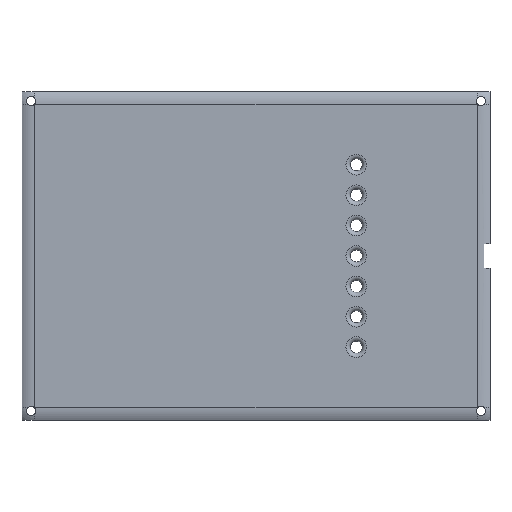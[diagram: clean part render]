
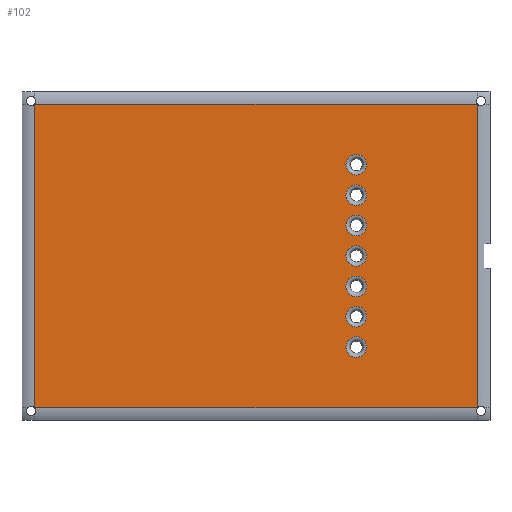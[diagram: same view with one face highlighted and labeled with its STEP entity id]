
A CAD part, top view. The second image highlights one B-rep face of the part: STEP entity #102.
In plain terms, the highlighted planar face has unit normal (0, 0, 1).
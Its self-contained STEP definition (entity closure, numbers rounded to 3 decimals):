
#102=ADVANCED_FACE('',(#414,#416,#418,#420,#422,#424,#426,#428),#430,.T.);
#414=FACE_BOUND('',#415,.T.);
#415=EDGE_LOOP('',(#733,#734,#735,#736,#737,#738,#739,#740));
#416=FACE_BOUND('',#417,.T.);
#417=EDGE_LOOP('',(#741));
#418=FACE_BOUND('',#419,.T.);
#419=EDGE_LOOP('',(#742));
#420=FACE_BOUND('',#421,.T.);
#421=EDGE_LOOP('',(#743));
#422=FACE_BOUND('',#423,.T.);
#423=EDGE_LOOP('',(#744));
#424=FACE_BOUND('',#425,.T.);
#425=EDGE_LOOP('',(#745));
#426=FACE_BOUND('',#427,.T.);
#427=EDGE_LOOP('',(#746));
#428=FACE_BOUND('',#429,.T.);
#429=EDGE_LOOP('',(#747));
#430=PLANE('',#431);
#431=AXIS2_PLACEMENT_3D('',#432,#433,#434);
#432=CARTESIAN_POINT('',(0.,0.,28.5));
#433=DIRECTION('',(0.,0.,1.));
#434=DIRECTION('',(1.,0.,0.));
#733=ORIENTED_EDGE('',*,*,#906,.T.);
#734=ORIENTED_EDGE('',*,*,#900,.T.);
#735=ORIENTED_EDGE('',*,*,#907,.T.);
#736=ORIENTED_EDGE('',*,*,#889,.T.);
#737=ORIENTED_EDGE('',*,*,#908,.T.);
#738=ORIENTED_EDGE('',*,*,#895,.T.);
#739=ORIENTED_EDGE('',*,*,#909,.T.);
#740=ORIENTED_EDGE('',*,*,#910,.T.);
#741=ORIENTED_EDGE('',*,*,#911,.T.);
#742=ORIENTED_EDGE('',*,*,#912,.T.);
#743=ORIENTED_EDGE('',*,*,#913,.T.);
#744=ORIENTED_EDGE('',*,*,#914,.T.);
#745=ORIENTED_EDGE('',*,*,#915,.T.);
#746=ORIENTED_EDGE('',*,*,#916,.T.);
#747=ORIENTED_EDGE('',*,*,#917,.T.);
#889=EDGE_CURVE('',#987,#990,#992,.T.);
#895=EDGE_CURVE('',#993,#1001,#1003,.T.);
#900=EDGE_CURVE('',#1012,#1010,#1013,.T.);
#906=EDGE_CURVE('',#1022,#1012,#1023,.F.);
#907=EDGE_CURVE('',#1010,#987,#1024,.F.);
#908=EDGE_CURVE('',#990,#993,#1025,.F.);
#909=EDGE_CURVE('',#1001,#1026,#1027,.F.);
#910=EDGE_CURVE('',#1026,#1022,#1028,.T.);
#911=EDGE_CURVE('',#1029,#1029,#1030,.F.);
#912=EDGE_CURVE('',#1031,#1031,#1032,.F.);
#913=EDGE_CURVE('',#1033,#1033,#1034,.F.);
#914=EDGE_CURVE('',#1035,#1035,#1036,.F.);
#915=EDGE_CURVE('',#1037,#1037,#1038,.F.);
#916=EDGE_CURVE('',#1039,#1039,#1040,.F.);
#917=EDGE_CURVE('',#1041,#1041,#1042,.F.);
#987=VERTEX_POINT('',#1220);
#990=VERTEX_POINT('',#1246);
#992=LINE('',#1269,#1270);
#993=VERTEX_POINT('',#1272);
#1001=VERTEX_POINT('',#1334);
#1003=LINE('',#1360,#1361);
#1010=VERTEX_POINT('',#1400);
#1012=VERTEX_POINT('',#1423);
#1013=LINE('',#1424,#1425);
#1022=VERTEX_POINT('',#1478);
#1023=CIRCLE('',#1479,0.75);
#1024=CIRCLE('',#1483,0.75);
#1025=CIRCLE('',#1487,0.75);
#1026=VERTEX_POINT('',#1491);
#1027=CIRCLE('',#1492,0.75);
#1028=LINE('',#1496,#1497);
#1029=VERTEX_POINT('',#1499);
#1030=CIRCLE('',#1500,1.7);
#1031=VERTEX_POINT('',#1504);
#1032=CIRCLE('',#1505,1.7);
#1033=VERTEX_POINT('',#1509);
#1034=CIRCLE('',#1510,1.7);
#1035=VERTEX_POINT('',#1514);
#1036=CIRCLE('',#1515,1.7);
#1037=VERTEX_POINT('',#1519);
#1038=CIRCLE('',#1520,1.7);
#1039=VERTEX_POINT('',#1524);
#1040=CIRCLE('',#1525,1.7);
#1041=VERTEX_POINT('',#1529);
#1042=CIRCLE('',#1530,1.7);
#1220=CARTESIAN_POINT('',(-29.,24.941,28.5));
#1246=CARTESIAN_POINT('',(-29.,-24.941,28.5));
#1269=CARTESIAN_POINT('',(-29.,24.941,28.5));
#1270=VECTOR('',#1271,1.);
#1271=DIRECTION('',(0.,-1.,0.));
#1272=CARTESIAN_POINT('',(-28.941,-25.,28.5));
#1334=CARTESIAN_POINT('',(43.941,-25.,28.5));
#1360=CARTESIAN_POINT('',(-28.941,-25.,28.5));
#1361=VECTOR('',#1362,1.);
#1362=DIRECTION('',(1.,0.,0.));
#1400=CARTESIAN_POINT('',(-28.941,25.,28.5));
#1423=CARTESIAN_POINT('',(43.941,25.,28.5));
#1424=CARTESIAN_POINT('',(43.941,25.,28.5));
#1425=VECTOR('',#1426,1.);
#1426=DIRECTION('',(-1.,0.,0.));
#1478=CARTESIAN_POINT('',(44.,24.941,28.5));
#1479=AXIS2_PLACEMENT_3D('',#1480,#1481,#1482);
#1480=CARTESIAN_POINT('',(44.5,25.5,28.5));
#1481=DIRECTION('',(0.,0.,1.));
#1482=DIRECTION('',(-0.745,-0.667,0.));
#1483=AXIS2_PLACEMENT_3D('',#1484,#1485,#1486);
#1484=CARTESIAN_POINT('',(-29.5,25.5,28.5));
#1485=DIRECTION('',(0.,0.,1.));
#1486=DIRECTION('',(0.667,-0.745,0.));
#1487=AXIS2_PLACEMENT_3D('',#1488,#1489,#1490);
#1488=CARTESIAN_POINT('',(-29.5,-25.5,28.5));
#1489=DIRECTION('',(0.,0.,1.));
#1490=DIRECTION('',(0.745,0.667,0.));
#1491=CARTESIAN_POINT('',(44.,-24.941,28.5));
#1492=AXIS2_PLACEMENT_3D('',#1493,#1494,#1495);
#1493=CARTESIAN_POINT('',(44.5,-25.5,28.5));
#1494=DIRECTION('',(0.,0.,1.));
#1495=DIRECTION('',(-0.667,0.745,0.));
#1496=CARTESIAN_POINT('',(44.,-24.941,28.5));
#1497=VECTOR('',#1498,1.);
#1498=DIRECTION('',(0.,1.,0.));
#1499=CARTESIAN_POINT('',(24.,6.7,28.5));
#1500=AXIS2_PLACEMENT_3D('',#1501,#1502,#1503);
#1501=CARTESIAN_POINT('',(24.,5.,28.5));
#1502=DIRECTION('',(0.,0.,1.));
#1503=DIRECTION('',(0.,1.,0.));
#1504=CARTESIAN_POINT('',(24.,16.7,28.5));
#1505=AXIS2_PLACEMENT_3D('',#1506,#1507,#1508);
#1506=CARTESIAN_POINT('',(24.,15.,28.5));
#1507=DIRECTION('',(0.,0.,1.));
#1508=DIRECTION('',(0.,1.,0.));
#1509=CARTESIAN_POINT('',(24.,-8.3,28.5));
#1510=AXIS2_PLACEMENT_3D('',#1511,#1512,#1513);
#1511=CARTESIAN_POINT('',(24.,-10.,28.5));
#1512=DIRECTION('',(0.,0.,1.));
#1513=DIRECTION('',(0.,1.,0.));
#1514=CARTESIAN_POINT('',(24.,-13.3,28.5));
#1515=AXIS2_PLACEMENT_3D('',#1516,#1517,#1518);
#1516=CARTESIAN_POINT('',(24.,-15.,28.5));
#1517=DIRECTION('',(0.,0.,1.));
#1518=DIRECTION('',(0.,1.,0.));
#1519=CARTESIAN_POINT('',(24.,-3.3,28.5));
#1520=AXIS2_PLACEMENT_3D('',#1521,#1522,#1523);
#1521=CARTESIAN_POINT('',(24.,-5.,28.5));
#1522=DIRECTION('',(0.,0.,1.));
#1523=DIRECTION('',(0.,1.,0.));
#1524=CARTESIAN_POINT('',(24.,11.7,28.5));
#1525=AXIS2_PLACEMENT_3D('',#1526,#1527,#1528);
#1526=CARTESIAN_POINT('',(24.,10.,28.5));
#1527=DIRECTION('',(0.,0.,1.));
#1528=DIRECTION('',(0.,1.,0.));
#1529=CARTESIAN_POINT('',(24.,1.7,28.5));
#1530=AXIS2_PLACEMENT_3D('',#1531,#1532,#1533);
#1531=CARTESIAN_POINT('',(24.,0.,28.5));
#1532=DIRECTION('',(0.,0.,1.));
#1533=DIRECTION('',(0.,1.,0.));
